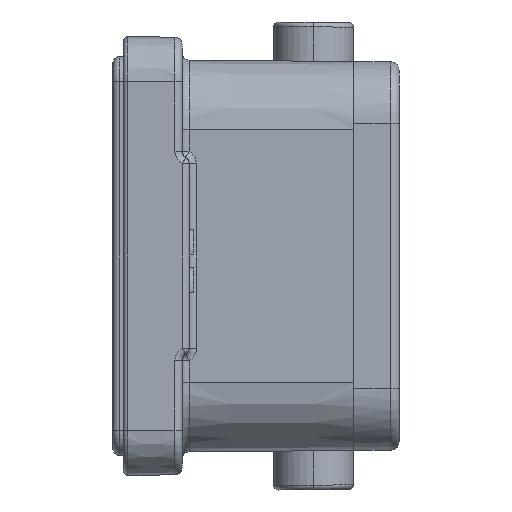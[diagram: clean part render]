
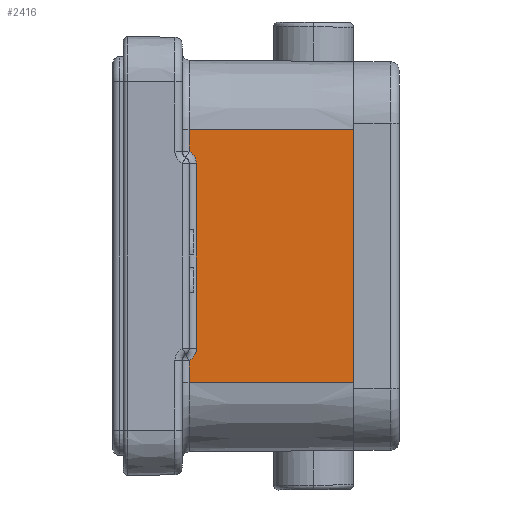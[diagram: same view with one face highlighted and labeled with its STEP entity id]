
A CAD part, left-side view. The second image highlights one B-rep face of the part: STEP entity #2416.
In plain terms, the highlighted planar face has unit normal (-1, -0.009, 0).
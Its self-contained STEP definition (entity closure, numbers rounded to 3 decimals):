
#451=B_SPLINE_CURVE_WITH_KNOTS('',3,(#23051,#23052,#23053,#23054),
 .UNSPECIFIED.,.F.,.F.,(4,4),(0.,1.),.UNSPECIFIED.);
#455=B_SPLINE_CURVE_WITH_KNOTS('',3,(#23073,#23074,#23075,#23076),
 .UNSPECIFIED.,.F.,.F.,(4,4),(0.,1.),.UNSPECIFIED.);
#2416=ADVANCED_FACE('',(#3483),#2948,.T.);
#2948=PLANE('',#15485);
#3483=FACE_OUTER_BOUND('',#4299,.T.);
#4299=EDGE_LOOP('',(#6871,#6872,#6873,#6874,#6875,#6876,#6877,#6878));
#6871=ORIENTED_EDGE('',*,*,#11528,.T.);
#6872=ORIENTED_EDGE('',*,*,#11526,.T.);
#6873=ORIENTED_EDGE('',*,*,#11523,.T.);
#6874=ORIENTED_EDGE('',*,*,#11518,.T.);
#6875=ORIENTED_EDGE('',*,*,#11513,.T.);
#6876=ORIENTED_EDGE('',*,*,#11577,.F.);
#6877=ORIENTED_EDGE('',*,*,#11578,.T.);
#6878=ORIENTED_EDGE('',*,*,#11576,.T.);
#9137=VERTEX_POINT('',#20676);
#9735=VERTEX_POINT('',#23025);
#9736=VERTEX_POINT('',#23027);
#9737=VERTEX_POINT('',#23034);
#9739=VERTEX_POINT('',#23055);
#9740=VERTEX_POINT('',#23065);
#9741=VERTEX_POINT('',#23072);
#9762=VERTEX_POINT('',#23190);
#11513=EDGE_CURVE('',#9736,#9735,#13188,.T.);
#11518=EDGE_CURVE('',#9737,#9736,#13189,.T.);
#11523=EDGE_CURVE('',#9739,#9737,#451,.T.);
#11526=EDGE_CURVE('',#9740,#9739,#13191,.T.);
#11528=EDGE_CURVE('',#9741,#9740,#455,.T.);
#11576=EDGE_CURVE('',#9137,#9741,#13212,.T.);
#11577=EDGE_CURVE('',#9762,#9735,#13213,.T.);
#11578=EDGE_CURVE('',#9762,#9137,#13214,.T.);
#13188=LINE('',#23026,#14190);
#13189=LINE('',#23035,#14191);
#13191=LINE('',#23066,#14193);
#13212=LINE('',#23187,#14214);
#13213=LINE('',#23189,#14215);
#13214=LINE('',#23191,#14216);
#14190=VECTOR('',#18390,1.);
#14191=VECTOR('',#18403,1.);
#14193=VECTOR('',#18417,1.);
#14214=VECTOR('',#18532,1.);
#14215=VECTOR('',#18535,1.);
#14216=VECTOR('',#18536,1.);
#15485=AXIS2_PLACEMENT_3D('',#23192,#18537,#18538);
#18390=DIRECTION('',(0.009,-1.,0.));
#18403=DIRECTION('',(0.,0.,-1.));
#18417=DIRECTION('',(0.,0.,-1.));
#18532=DIRECTION('',(0.,0.,-1.));
#18535=DIRECTION('',(0.,0.,-1.));
#18536=DIRECTION('',(-0.009,1.,0.));
#18537=DIRECTION('',(-1.,-0.009,0.));
#18538=DIRECTION('',(0.,0.,-1.));
#20676=CARTESIAN_POINT('',(-60.159,18.207,14.));
#23025=CARTESIAN_POINT('',(-60.,0.,-14.));
#23026=CARTESIAN_POINT('',(-60.159,18.207,-14.));
#23027=CARTESIAN_POINT('',(-60.159,18.207,-14.));
#23034=CARTESIAN_POINT('',(-60.159,18.207,-11.586));
#23035=CARTESIAN_POINT('',(-60.159,18.207,-11.586));
#23051=CARTESIAN_POINT('',(-60.152,17.407,-10.2));
#23052=CARTESIAN_POINT('',(-60.152,17.407,-10.762));
#23053=CARTESIAN_POINT('',(-60.155,17.717,-11.302));
#23054=CARTESIAN_POINT('',(-60.159,18.207,-11.586));
#23055=CARTESIAN_POINT('',(-60.152,17.407,-10.2));
#23065=CARTESIAN_POINT('',(-60.152,17.407,10.2));
#23066=CARTESIAN_POINT('',(-60.152,17.407,10.2));
#23072=CARTESIAN_POINT('',(-60.159,18.207,11.586));
#23073=CARTESIAN_POINT('',(-60.159,18.207,11.586));
#23074=CARTESIAN_POINT('',(-60.155,17.717,11.302));
#23075=CARTESIAN_POINT('',(-60.152,17.407,10.761));
#23076=CARTESIAN_POINT('',(-60.152,17.407,10.2));
#23187=CARTESIAN_POINT('',(-60.159,18.207,14.));
#23189=CARTESIAN_POINT('',(-60.,0.,14.));
#23190=CARTESIAN_POINT('',(-60.,0.,14.));
#23191=CARTESIAN_POINT('',(-60.,0.,14.));
#23192=CARTESIAN_POINT('',(-60.,0.,-24.364));
